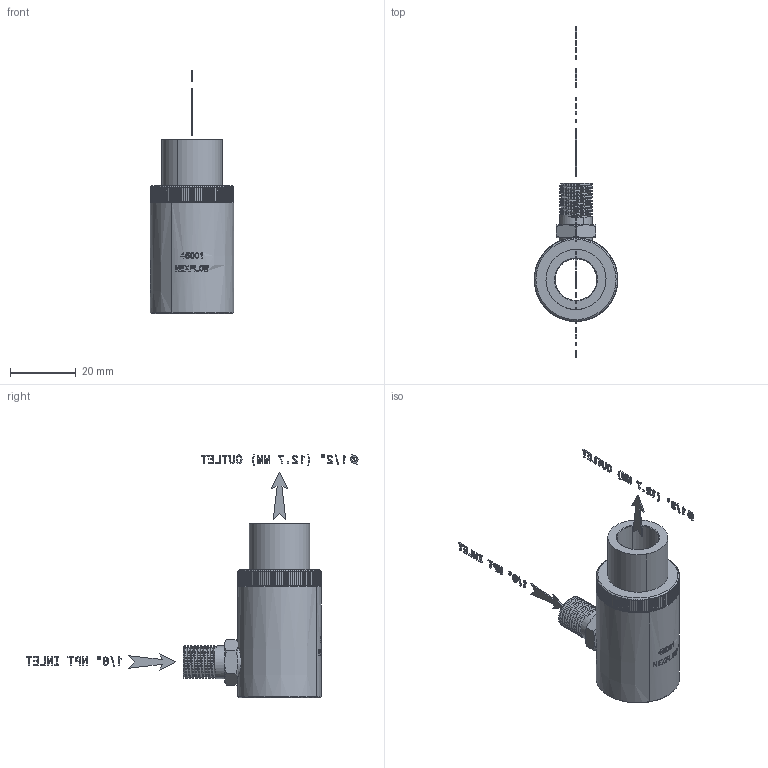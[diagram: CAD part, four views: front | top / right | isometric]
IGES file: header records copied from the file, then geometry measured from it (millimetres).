
Start section: START RECORD GO HERE.
Global section: file name: 45001.igs; native system: DASSAULT SYSTEMES CATIA V5 R20 - www.3ds.com; preprocessor: CATIA Version 5 Release 20 ; author: DESIGNENG; organization: KJNDESIGN; date: 20150319.135119; units: millimetre
Bounding box: 25.4 x 101.04 x 74.01 mm (x, y, z)
Volume: 16658.9 mm3; surface area: 8577.3 mm2
Topology: 36 solids, 37 shells, 1405 faces, 3885 edges, 2576 vertices
Faces by surface type: plane 1163, revolution 202, bspline 40
